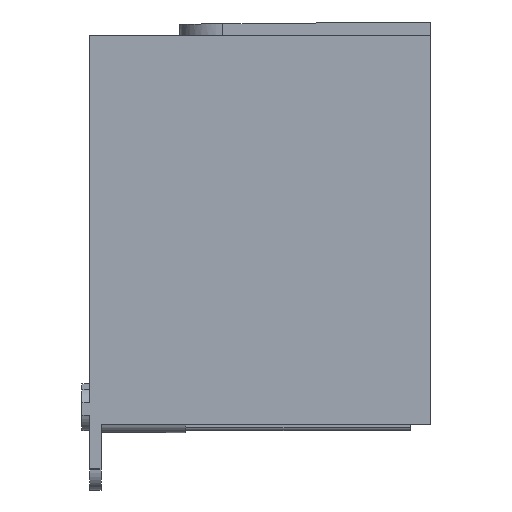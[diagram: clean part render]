
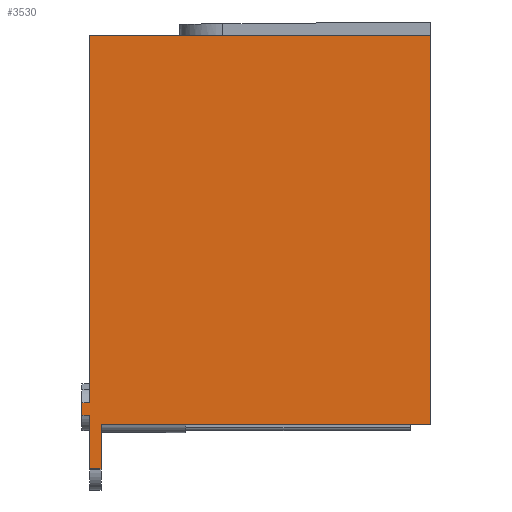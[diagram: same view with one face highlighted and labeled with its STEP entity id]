
A CAD part, left-side view. The second image highlights one B-rep face of the part: STEP entity #3530.
In plain terms, the highlighted planar face has unit normal (-1, 0, 0).
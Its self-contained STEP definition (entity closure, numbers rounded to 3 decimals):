
#63=DIRECTION('',(0.,0.,1.));
#64=VECTOR('',#63,80.294);
#65=CARTESIAN_POINT('',(-34.85,2.5,4.156));
#66=LINE('',#65,#64);
#67=DIRECTION('',(0.,-1.,0.));
#68=VECTOR('',#67,74.5);
#69=CARTESIAN_POINT('',(-34.85,2.5,84.45));
#70=LINE('',#69,#68);
#71=DIRECTION('',(0.,0.,-1.));
#72=VECTOR('',#71,84.95);
#73=CARTESIAN_POINT('',(-34.85,-72.,84.45));
#74=LINE('',#73,#72);
#75=DIRECTION('',(0.,0.,-1.));
#76=VECTOR('',#75,9.7);
#77=CARTESIAN_POINT('',(-34.85,0.,-0.5));
#78=LINE('',#77,#76);
#79=DIRECTION('',(0.,1.,0.));
#80=VECTOR('',#79,2.5);
#81=CARTESIAN_POINT('',(-34.85,0.,-10.2));
#82=LINE('',#81,#80);
#83=DIRECTION('',(0.,0.,1.));
#84=VECTOR('',#83,11.644);
#85=CARTESIAN_POINT('',(-34.85,2.5,-10.2));
#86=LINE('',#85,#84);
#87=DIRECTION('',(0.,1.,0.));
#88=VECTOR('',#87,1.7);
#89=CARTESIAN_POINT('',(-34.85,2.5,1.444));
#90=LINE('',#89,#88);
#603=DIRECTION('',(0.,0.,1.));
#604=VECTOR('',#603,2.713);
#605=CARTESIAN_POINT('',(-34.85,4.2,1.444));
#606=LINE('',#605,#604);
#634=DIRECTION('',(0.,1.,0.));
#635=VECTOR('',#634,1.7);
#636=CARTESIAN_POINT('',(-34.85,2.5,4.156));
#637=LINE('',#636,#635);
#2200=DIRECTION('',(0.,1.,0.));
#2201=VECTOR('',#2200,72.);
#2202=CARTESIAN_POINT('',(-34.85,-72.,-0.5));
#2203=LINE('',#2202,#2201);
#2683=CARTESIAN_POINT('',(-34.85,0.,-10.2));
#2684=CARTESIAN_POINT('',(-34.85,2.5,-10.2));
#2685=VERTEX_POINT('',#2683);
#2686=VERTEX_POINT('',#2684);
#2687=CARTESIAN_POINT('',(-34.85,-72.,-0.5));
#2689=VERTEX_POINT('',#2687);
#2697=CARTESIAN_POINT('',(-34.85,0.,-0.5));
#2699=VERTEX_POINT('',#2697);
#2799=CARTESIAN_POINT('',(-34.85,4.2,1.444));
#2800=VERTEX_POINT('',#2799);
#2801=CARTESIAN_POINT('',(-34.85,4.2,4.156));
#2802=VERTEX_POINT('',#2801);
#2811=CARTESIAN_POINT('',(-34.85,2.5,1.444));
#2812=VERTEX_POINT('',#2811);
#2813=CARTESIAN_POINT('',(-34.85,2.5,4.156));
#2814=VERTEX_POINT('',#2813);
#3026=CARTESIAN_POINT('',(-34.85,-72.,84.45));
#3027=VERTEX_POINT('',#3026);
#3449=CARTESIAN_POINT('',(-34.85,2.5,84.45));
#3451=VERTEX_POINT('',#3449);
#3504=CARTESIAN_POINT('',(-34.85,0.,0.));
#3505=DIRECTION('',(1.,0.,0.));
#3506=DIRECTION('',(0.,1.,0.));
#3507=AXIS2_PLACEMENT_3D('',#3504,#3505,#3506);
#3508=PLANE('',#3507);
#3510=ORIENTED_EDGE('',*,*,#3509,.T.);
#3511=ORIENTED_EDGE('',*,*,#3457,.T.);
#3513=ORIENTED_EDGE('',*,*,#3512,.T.);
#3515=ORIENTED_EDGE('',*,*,#3514,.T.);
#3517=ORIENTED_EDGE('',*,*,#3516,.T.);
#3519=ORIENTED_EDGE('',*,*,#3518,.T.);
#3521=ORIENTED_EDGE('',*,*,#3520,.T.);
#3523=ORIENTED_EDGE('',*,*,#3522,.T.);
#3525=ORIENTED_EDGE('',*,*,#3524,.T.);
#3527=ORIENTED_EDGE('',*,*,#3526,.F.);
#3528=EDGE_LOOP('',(#3510,#3511,#3513,#3515,#3517,#3519,#3521,#3523,#3525,
#3527));
#3529=FACE_OUTER_BOUND('',#3528,.F.);
#3530=ADVANCED_FACE('',(#3529),#3508,.F.);
#3457=EDGE_CURVE('',#3451,#3027,#70,.T.);
#3509=EDGE_CURVE('',#2814,#3451,#66,.T.);
#3512=EDGE_CURVE('',#3027,#2689,#74,.T.);
#3514=EDGE_CURVE('',#2689,#2699,#2203,.T.);
#3516=EDGE_CURVE('',#2699,#2685,#78,.T.);
#3518=EDGE_CURVE('',#2685,#2686,#82,.T.);
#3520=EDGE_CURVE('',#2686,#2812,#86,.T.);
#3522=EDGE_CURVE('',#2812,#2800,#90,.T.);
#3524=EDGE_CURVE('',#2800,#2802,#606,.T.);
#3526=EDGE_CURVE('',#2814,#2802,#637,.T.);
